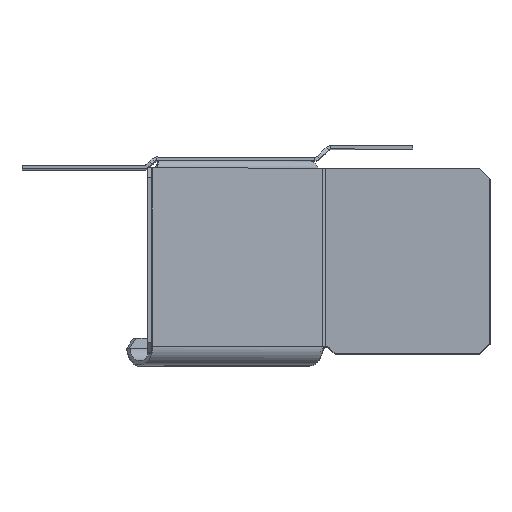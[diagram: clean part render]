
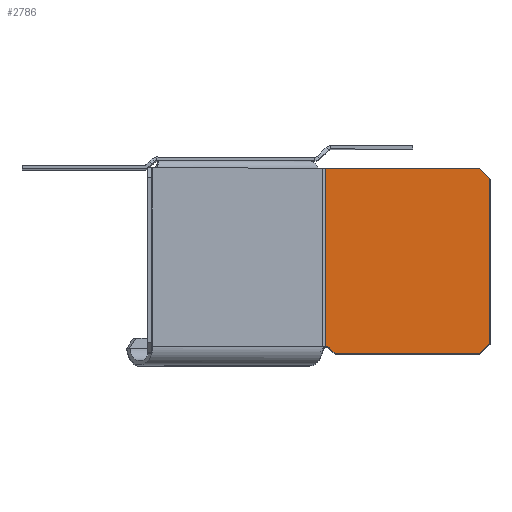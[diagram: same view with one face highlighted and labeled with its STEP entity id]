
A CAD part, top view. The second image highlights one B-rep face of the part: STEP entity #2786.
In plain terms, the highlighted face is planar.
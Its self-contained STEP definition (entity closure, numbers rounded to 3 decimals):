
#1668=CARTESIAN_POINT('',(-291.54,172.691,
-0.293));
#1679=DIRECTION('',(0.,1.,0.));
#1680=VECTOR('',#1679,53.5);
#1681=CARTESIAN_POINT('',(-291.54,172.691,
-0.293));
#1682=LINE('',#1681,#1680);
#1768=DIRECTION('',(-0.5,-0.707,-0.5));
#1769=VECTOR('',#1768,2.207);
#1770=CARTESIAN_POINT('',(-292.518,172.287,
-1.271));
#1771=LINE('',#1770,#1769);
#1772=CARTESIAN_POINT('',(-291.768,171.226,
-0.521));
#1773=DIRECTION('',(-0.707,0.,0.707));
#1774=DIRECTION('',(0.152,0.977,0.152));
#1775=AXIS2_PLACEMENT_3D('',#1772,#1773,#1774);
#1777=DIRECTION('',(0.707,0.,0.707));
#1778=VECTOR('',#1777,46.322);
#1779=CARTESIAN_POINT('',(-324.295,226.191,
-33.047));
#1780=LINE('',#1779,#1778);
#1781=DIRECTION('',(0.5,0.707,0.5));
#1782=VECTOR('',#1781,4.243);
#1783=CARTESIAN_POINT('',(-326.416,223.191,
-35.169));
#1784=LINE('',#1783,#1782);
#1785=DIRECTION('',(0.,1.,0.));
#1786=VECTOR('',#1785,49.465);
#1787=CARTESIAN_POINT('',(-326.416,173.726,
-35.169));
#1788=LINE('',#1787,#1786);
#1789=DIRECTION('',(-0.5,0.707,-0.5));
#1790=VECTOR('',#1789,4.243);
#1791=CARTESIAN_POINT('',(-324.295,170.726,
-33.047));
#1792=LINE('',#1791,#1790);
#1793=DIRECTION('',(-0.707,0.,-0.707));
#1794=VECTOR('',#1793,43.379);
#1795=CARTESIAN_POINT('',(-293.622,170.726,
-2.374));
#1796=LINE('',#1795,#1794);
#2238=VERTEX_POINT('',#1668);
#2288=CARTESIAN_POINT('',(-291.54,226.191,
-0.293));
#2289=VERTEX_POINT('',#2288);
#2366=CARTESIAN_POINT('',(-326.416,173.726,
-35.169));
#2367=VERTEX_POINT('',#2366);
#2368=CARTESIAN_POINT('',(-324.295,170.726,
-33.047));
#2369=VERTEX_POINT('',#2368);
#2370=CARTESIAN_POINT('',(-293.622,170.726,
-2.374));
#2371=VERTEX_POINT('',#2370);
#2372=CARTESIAN_POINT('',(-292.518,172.287,
-1.271));
#2373=VERTEX_POINT('',#2372);
#2378=CARTESIAN_POINT('',(-324.295,226.191,
-33.047));
#2379=VERTEX_POINT('',#2378);
#2380=CARTESIAN_POINT('',(-326.416,223.191,
-35.169));
#2381=VERTEX_POINT('',#2380);
#2767=CARTESIAN_POINT('',(-307.918,175.325,
-16.67));
#2768=DIRECTION('',(-0.707,0.,0.707));
#2769=DIRECTION('',(0.707,0.,0.707));
#2770=AXIS2_PLACEMENT_3D('',#2767,#2768,#2769);
#2771=PLANE('',#2770);
#2773=ORIENTED_EDGE('',*,*,#2772,.F.);
#2774=ORIENTED_EDGE('',*,*,#2708,.F.);
#2775=ORIENTED_EDGE('',*,*,#2405,.T.);
#2777=ORIENTED_EDGE('',*,*,#2776,.F.);
#2779=ORIENTED_EDGE('',*,*,#2778,.F.);
#2780=ORIENTED_EDGE('',*,*,#2746,.F.);
#2781=ORIENTED_EDGE('',*,*,#2758,.F.);
#2783=ORIENTED_EDGE('',*,*,#2782,.F.);
#2784=EDGE_LOOP('',(#2773,#2774,#2775,#2777,#2779,#2780,#2781,#2783));
#2785=FACE_OUTER_BOUND('',#2784,.F.);
#2786=ADVANCED_FACE('',(#2785),#2771,.F.);
#1776=CIRCLE('',#1775,1.5);
#2405=EDGE_CURVE('',#2238,#2289,#1682,.T.);
#2708=EDGE_CURVE('',#2238,#2373,#1776,.T.);
#2746=EDGE_CURVE('',#2367,#2381,#1788,.T.);
#2758=EDGE_CURVE('',#2369,#2367,#1792,.T.);
#2772=EDGE_CURVE('',#2373,#2371,#1771,.T.);
#2776=EDGE_CURVE('',#2379,#2289,#1780,.T.);
#2778=EDGE_CURVE('',#2381,#2379,#1784,.T.);
#2782=EDGE_CURVE('',#2371,#2369,#1796,.T.);
